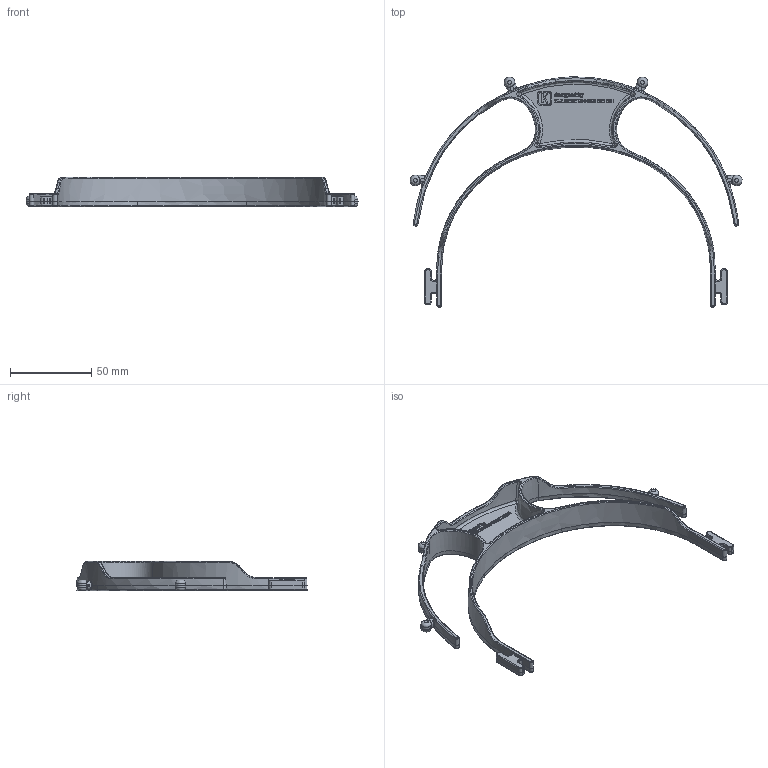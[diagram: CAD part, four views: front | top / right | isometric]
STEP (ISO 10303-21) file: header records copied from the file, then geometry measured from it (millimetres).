
FILE_DESCRIPTION(/* description */ (''),/* implementation_level */ '2;1');
FILE_NAME(/* name */ 'Kuss_Faceshield_Frame_Injection_3DPrint.step',/* time_stamp */ '2020-03-30T15:08:55+02:00',/* author */ (''),/* organization */ (''),/* preprocessor_version */ 'ST-DEVELOPER v18',/* originating_system */ 'Autodesk Translation Framework v8.12.0.6',/* authorisation */ '');
FILE_SCHEMA (('AUTOMOTIVE_DESIGN { 1 0 10303 214 3 1 1 }'));
Products named in the file (1): Kuss_Faceshield_Frame_Injection_3DPrint
Bounding box: 203.9 x 141.46 x 18 mm (x, y, z)
Volume: 32425.7 mm3; surface area: 25337.8 mm2
Topology: 1 solids, 1 shells, 1395 faces, 3758 edges, 2393 vertices
Faces by surface type: bspline 982, plane 272, cylinder 105, torus 16, cone 16, sphere 4
Entity records: 58034 total; most frequent: CARTESIAN_POINT 29637, ORIENTED_EDGE 7492, EDGE_CURVE 3746, DIRECTION 3087, VERTEX_POINT 2393, B_SPLINE_CURVE_WITH_KNOTS 1881, LINE 1447, VECTOR 1447
